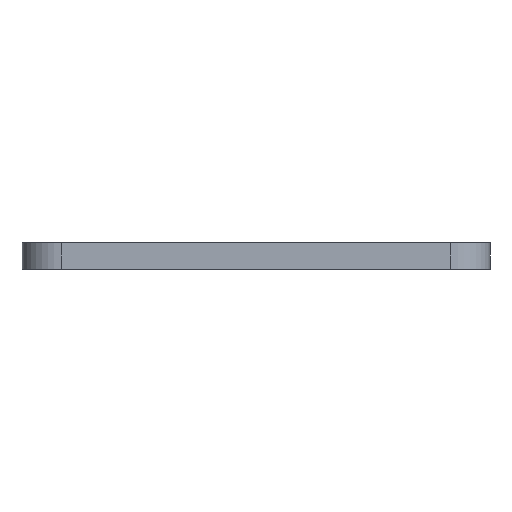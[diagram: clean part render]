
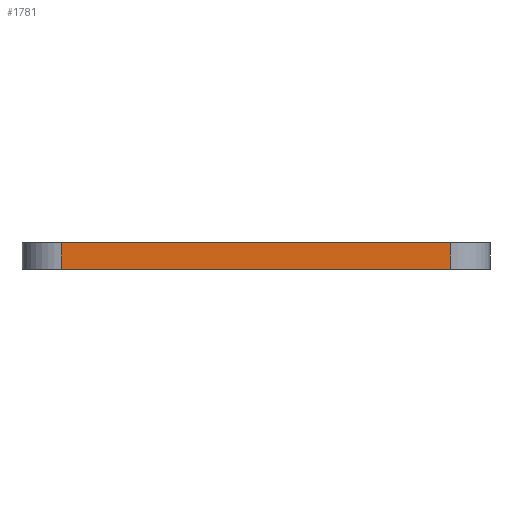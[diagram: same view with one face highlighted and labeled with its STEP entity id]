
A CAD part, left-side view. The second image highlights one B-rep face of the part: STEP entity #1781.
In plain terms, the highlighted planar face has unit normal (-1, 0, 0).
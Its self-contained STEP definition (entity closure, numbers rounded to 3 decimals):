
#130=PLANE('',#2035);
#233=FACE_OUTER_BOUND('',#389,.T.);
#389=EDGE_LOOP('',(#1547,#1548,#1549,#1550));
#566=LINE('',#2678,#672);
#648=LINE('',#3091,#754);
#649=LINE('',#3094,#755);
#650=LINE('',#3095,#756);
#672=VECTOR('',#2101,10.);
#754=VECTOR('',#2593,10.);
#755=VECTOR('',#2596,10.);
#756=VECTOR('',#2597,10.);
#784=VERTEX_POINT('',#2675);
#785=VERTEX_POINT('',#2677);
#911=VERTEX_POINT('',#3089);
#912=VERTEX_POINT('',#3093);
#944=EDGE_CURVE('',#784,#785,#566,.T.);
#1140=EDGE_CURVE('',#911,#785,#648,.T.);
#1141=EDGE_CURVE('',#912,#911,#649,.T.);
#1142=EDGE_CURVE('',#912,#784,#650,.T.);
#1547=ORIENTED_EDGE('',*,*,#1141,.T.);
#1548=ORIENTED_EDGE('',*,*,#1140,.T.);
#1549=ORIENTED_EDGE('',*,*,#944,.F.);
#1550=ORIENTED_EDGE('',*,*,#1142,.F.);
#1781=ADVANCED_FACE('',(#233),#130,.T.);
#2035=AXIS2_PLACEMENT_3D('',#3092,#2594,#2595);
#2101=DIRECTION('',(0.,-1.,0.));
#2593=DIRECTION('',(0.,0.,1.));
#2594=DIRECTION('center_axis',(-1.,0.,0.));
#2595=DIRECTION('ref_axis',(0.,-1.,0.));
#2596=DIRECTION('',(0.,-1.,0.));
#2597=DIRECTION('',(0.,0.,1.));
#2675=CARTESIAN_POINT('',(-118.5,-164.423,10.));
#2677=CARTESIAN_POINT('',(-118.5,-313.423,10.));
#2678=CARTESIAN_POINT('',(-118.5,-164.423,10.));
#3089=CARTESIAN_POINT('',(-118.5,-313.423,0.));
#3091=CARTESIAN_POINT('',(-118.5,-313.423,0.));
#3092=CARTESIAN_POINT('Origin',(-118.5,-164.423,0.));
#3093=CARTESIAN_POINT('',(-118.5,-164.423,0.));
#3094=CARTESIAN_POINT('',(-118.5,-164.423,0.));
#3095=CARTESIAN_POINT('',(-118.5,-164.423,0.));
